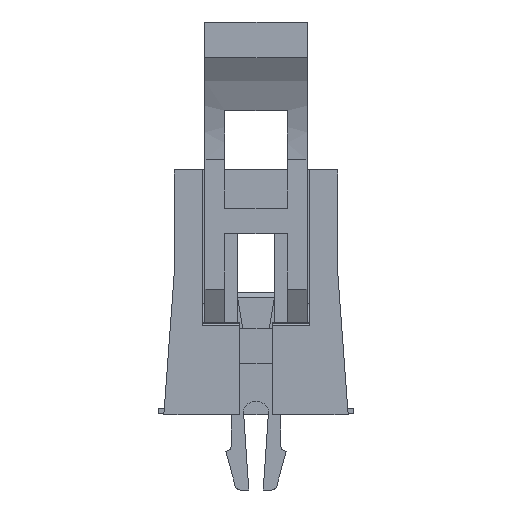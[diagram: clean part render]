
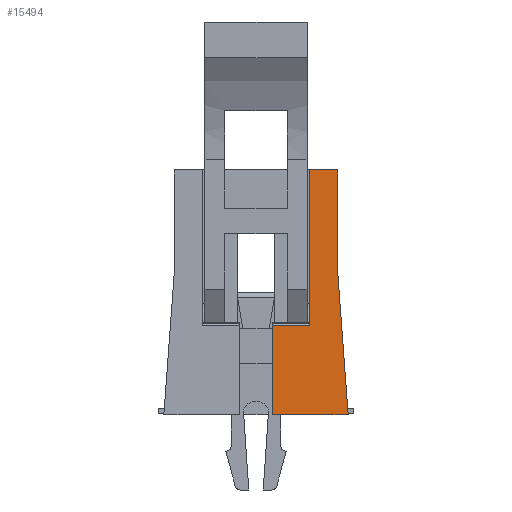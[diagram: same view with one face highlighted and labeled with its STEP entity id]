
A CAD part, left-side view. The second image highlights one B-rep face of the part: STEP entity #15494.
In plain terms, the highlighted planar face has unit normal (-1, 0, 0).
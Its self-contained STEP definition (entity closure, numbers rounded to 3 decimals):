
#646=FACE_OUTER_BOUND('',#1434,.T.);
#1434=EDGE_LOOP('',(#10074,#10075,#10076,#10077,#10078,#10079,#10080));
#2302=LINE('',#21746,#4254);
#2303=LINE('',#21748,#4255);
#2304=LINE('',#21750,#4256);
#2305=LINE('',#21752,#4257);
#2306=LINE('',#21754,#4258);
#2307=LINE('',#21756,#4259);
#2308=LINE('',#21757,#4260);
#4254=VECTOR('',#17464,4.375);
#4255=VECTOR('',#17465,3.715);
#4256=VECTOR('',#17466,7.032);
#4257=VECTOR('',#17467,4.987);
#4258=VECTOR('',#17468,1.36);
#4259=VECTOR('',#17469,7.625);
#4260=VECTOR('',#17470,1.84);
#6206=VERTEX_POINT('',#21744);
#6207=VERTEX_POINT('',#21745);
#6208=VERTEX_POINT('',#21747);
#6209=VERTEX_POINT('',#21749);
#6210=VERTEX_POINT('',#21751);
#6211=VERTEX_POINT('',#21753);
#6212=VERTEX_POINT('',#21755);
#7746=EDGE_CURVE('',#6206,#6207,#2302,.T.);
#7747=EDGE_CURVE('',#6207,#6208,#2303,.T.);
#7748=EDGE_CURVE('',#6208,#6209,#2304,.T.);
#7749=EDGE_CURVE('',#6210,#6209,#2305,.T.);
#7750=EDGE_CURVE('',#6211,#6210,#2306,.T.);
#7751=EDGE_CURVE('',#6211,#6212,#2307,.T.);
#7752=EDGE_CURVE('',#6206,#6212,#2308,.T.);
#10074=ORIENTED_EDGE('',*,*,#7746,.T.);
#10075=ORIENTED_EDGE('',*,*,#7747,.T.);
#10076=ORIENTED_EDGE('',*,*,#7748,.T.);
#10077=ORIENTED_EDGE('',*,*,#7749,.F.);
#10078=ORIENTED_EDGE('',*,*,#7750,.F.);
#10079=ORIENTED_EDGE('',*,*,#7751,.T.);
#10080=ORIENTED_EDGE('',*,*,#7752,.F.);
#14730=PLANE('',#16296);
#15494=ADVANCED_FACE('',(#646),#14730,.T.);
#16296=AXIS2_PLACEMENT_3D('',#21743,#17462,#17463);
#17462=DIRECTION('center_axis',(-1.,0.,0.));
#17463=DIRECTION('ref_axis',(0.,0.,-1.));
#17464=DIRECTION('',(0.,0.,-1.));
#17465=DIRECTION('',(0.,-1.,0.));
#17466=DIRECTION('',(0.,0.073,0.997));
#17467=DIRECTION('',(0.,0.,-1.));
#17468=DIRECTION('',(0.,-1.,0.));
#17469=DIRECTION('',(0.,0.,-1.));
#17470=DIRECTION('',(0.,-1.,0.));
#21743=CARTESIAN_POINT('Origin',(-29.385,4.515,5.));
#21744=CARTESIAN_POINT('',(-29.385,-0.8,-2.625));
#21745=CARTESIAN_POINT('',(-29.385,-0.8,-7.));
#21746=CARTESIAN_POINT('',(-29.385,-0.8,-2.625));
#21747=CARTESIAN_POINT('',(-29.385,-4.515,-7.));
#21748=CARTESIAN_POINT('',(-29.385,-0.8,-7.));
#21749=CARTESIAN_POINT('',(-29.385,-4.,0.013));
#21750=CARTESIAN_POINT('',(-29.385,-4.515,-7.));
#21751=CARTESIAN_POINT('',(-29.385,-4.,5.));
#21752=CARTESIAN_POINT('',(-29.385,-4.,5.));
#21753=CARTESIAN_POINT('',(-29.385,-2.64,5.));
#21754=CARTESIAN_POINT('',(-29.385,-2.64,5.));
#21755=CARTESIAN_POINT('',(-29.385,-2.64,-2.625));
#21756=CARTESIAN_POINT('',(-29.385,-2.64,5.));
#21757=CARTESIAN_POINT('',(-29.385,-0.8,-2.625));
